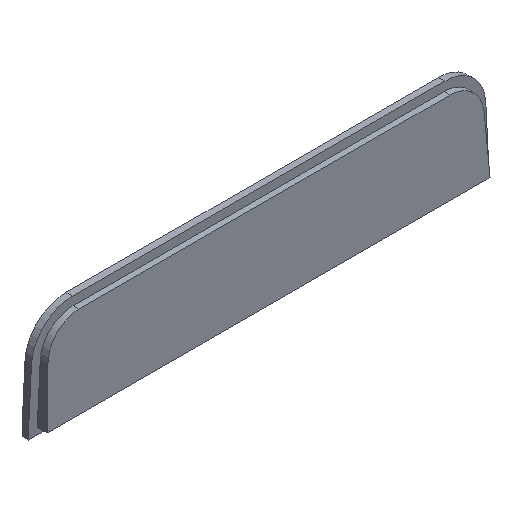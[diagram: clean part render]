
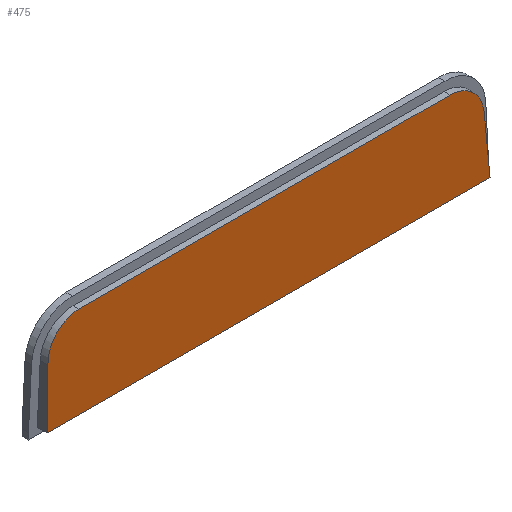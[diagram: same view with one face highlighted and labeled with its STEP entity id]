
A CAD part, isometric view. The second image highlights one B-rep face of the part: STEP entity #475.
In plain terms, the highlighted planar face has unit normal (0, -0.999, 0.052).
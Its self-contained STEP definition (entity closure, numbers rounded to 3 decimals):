
#15=ELLIPSE('',#518,7.45,7.44);
#16=ELLIPSE('',#521,7.45,7.44);
#43=FACE_OUTER_BOUND('',#71,.T.);
#71=EDGE_LOOP('',(#395,#396,#397,#398,#399,#400));
#124=LINE('',#761,#178);
#127=LINE('',#769,#181);
#129=LINE('',#773,#183);
#131=LINE('',#776,#185);
#178=VECTOR('',#616,1000.);
#181=VECTOR('',#625,1000.);
#183=VECTOR('',#629,1000.);
#185=VECTOR('',#633,1000.);
#229=VERTEX_POINT('',#754);
#230=VERTEX_POINT('',#756);
#231=VERTEX_POINT('',#760);
#232=VERTEX_POINT('',#764);
#233=VERTEX_POINT('',#768);
#234=VERTEX_POINT('',#772);
#283=EDGE_CURVE('',#229,#230,#15,.T.);
#285=EDGE_CURVE('',#230,#231,#124,.T.);
#287=EDGE_CURVE('',#231,#232,#16,.T.);
#289=EDGE_CURVE('',#232,#233,#127,.T.);
#291=EDGE_CURVE('',#233,#234,#129,.T.);
#293=EDGE_CURVE('',#234,#229,#131,.T.);
#395=ORIENTED_EDGE('',*,*,#291,.F.);
#396=ORIENTED_EDGE('',*,*,#289,.F.);
#397=ORIENTED_EDGE('',*,*,#287,.F.);
#398=ORIENTED_EDGE('',*,*,#285,.F.);
#399=ORIENTED_EDGE('',*,*,#283,.F.);
#400=ORIENTED_EDGE('',*,*,#293,.F.);
#451=PLANE('',#525);
#475=ADVANCED_FACE('',(#43),#451,.T.);
#518=AXIS2_PLACEMENT_3D('',#757,#611,#612);
#521=AXIS2_PLACEMENT_3D('',#765,#620,#621);
#525=AXIS2_PLACEMENT_3D('',#777,#634,#635);
#611=DIRECTION('center_axis',(0.,0.999,-0.052));
#612=DIRECTION('ref_axis',(0.,0.052,0.999));
#616=DIRECTION('',(1.,0.,0.));
#620=DIRECTION('center_axis',(0.,0.999,-0.052));
#621=DIRECTION('ref_axis',(0.,0.052,0.999));
#625=DIRECTION('',(0.05,-0.052,-0.997));
#629=DIRECTION('',(-1.,0.,0.));
#633=DIRECTION('',(0.05,0.052,0.997));
#634=DIRECTION('center_axis',(0.,-0.999,0.052));
#635=DIRECTION('ref_axis',(0.,-0.052,-0.999));
#754=CARTESIAN_POINT('',(2.235,-22.324,10.289));
#756=CARTESIAN_POINT('',(9.666,-21.954,17.354));
#757=CARTESIAN_POINT('Origin',(9.666,-22.344,9.914));
#760=CARTESIAN_POINT('',(94.334,-21.954,17.354));
#761=CARTESIAN_POINT('',(94.334,-21.954,17.354));
#764=CARTESIAN_POINT('',(101.765,-22.324,10.289));
#765=CARTESIAN_POINT('Origin',(94.334,-22.344,9.914));
#768=CARTESIAN_POINT('',(102.412,-22.996,-2.518));
#769=CARTESIAN_POINT('',(102.411,-22.994,-2.481));
#772=CARTESIAN_POINT('',(1.588,-22.996,-2.518));
#773=CARTESIAN_POINT('',(1.501,-22.996,-2.518));
#776=CARTESIAN_POINT('',(2.24,-22.32,10.378));
#777=CARTESIAN_POINT('Origin',(107.,-23.,-2.6));
